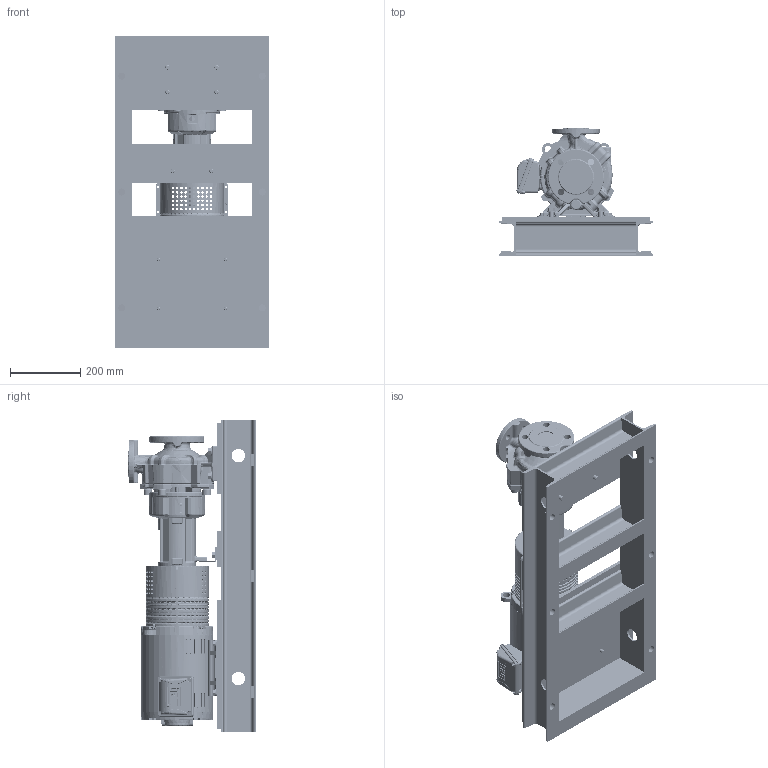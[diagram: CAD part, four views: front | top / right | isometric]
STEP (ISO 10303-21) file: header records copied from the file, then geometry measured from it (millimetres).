
FILE_DESCRIPTION (( 'STEP AP203' ), '1' );
FILE_NAME ('3325194 - NL-HE 2x1.25x5-5-182_4T-460-2-ODP.step', '2020-12-22T21:13:05', ( '' ), ( '' ), 'SwSTEP 2.0', 'SolidWorks 2020', '' );
FILE_SCHEMA (( 'CONFIG_CONTROL_DESIGN' ));
Products named in the file (21): PE PLATE[stp]_P.E PLATE #6; 3325194 - NL-HE 2x1.25x5-5-182_4T-460-2-ODP; BASE 10#[stp]_3322636 - NL-HE RAW BASE #3-143_5T,182_4T; MOT PLATE[stp]_MOT PLATE #6; 10# C CHANNEL[stp]_####### - 10# x 13.5in; 4107249 - 1_2COUPLING GUARD-PP-SG.25[stp]; 2 POLE[stp]_2710277 - NEMA H2 5HP 182T 3~208-230_460 ODP; CONF - BOLT - [1_2in-13][stp]_3323258 - 1_2in-13 x 1.5in A307 HD GALV HEX BOLT; BASE 10# ASSY[stp]_3322762 - NL-HE BASE #3 - BASEKIT 33A; CONF - BOLT - [3_8in-16][stp]_3323253 - 3_8in-16 x 1in (FT) A307 HD GALV HEX BOLT; BBRCKT PLATE[stp]_B.B PLATE #6; 10# ANGLE WASHER[stp]; DRILLING[stp]_3322974 - NL-HE BASE #3 DRILLED - 33; 2710277 - NEMA H2 5HP 182T 3~208-230_460 ODP[stp]; 10# C CHANNEL[stp]_####### - 10# x 35in; 9149642 - Atmos GIGA-N 2x1.25x5-D-L4; CONF - BOLT - [1_2in-13][stp]_3323256 - 1_2in-13 x 1in (FT) A307 HD GALV HEX BOLT; 3322658 - 1_2in x 1.062in OD ZINC STEEL FLAT WASHER[stp]_91860A033; 3322660 - 3_8in x 0.812in OD ZINC STEEL FLAT WASHER[stp]_98023A031; COUPLING GRD[stp]_3323307 - NL-HE COUPLING GUARD ASSEMBLY SG.25
Assembly tree (43 placements, depth 4):
  3325194 - NL-HE 2x1.25x5-5-182_4T-460-2-ODP
    9149642 - Atmos GIGA-N 2x1.25x5-D-L4
    2 POLE[stp]_2710277 - NEMA H2 5HP 182T 3~208-230_460 ODP
      2710277 - NEMA H2 5HP 182T 3~208-230_460 ODP[stp]
    BASE 10# ASSY[stp]_3322762 - NL-HE BASE #3 - BASEKIT 33A
      BASE 10#[stp]_3322636 - NL-HE RAW BASE #3-143_5T,182_4T
        10# C CHANNEL[stp]_####### - 10# x 35in
        10# C CHANNEL[stp]_####### - 10# x 13.5in  x4
        PE PLATE[stp]_P.E PLATE #6
        BBRCKT PLATE[stp]_B.B PLATE #6
        MOT PLATE[stp]_MOT PLATE #6
        10# C CHANNEL[stp]_####### - 10# x 35in
        10# ANGLE WASHER[stp]  x6
      CONF - BOLT - [1_2in-13][stp]_3323258 - 1_2in-13 x 1.5in A307 HD GALV HEX BOLT  x4
      3322658 - 1_2in x 1.062in OD ZINC STEEL FLAT WASHER[stp]_91860A033  x6
      CONF - BOLT - [1_2in-13][stp]_3323256 - 1_2in-13 x 1in (FT) A307 HD GALV HEX BOLT  x2
      CONF - BOLT - [3_8in-16][stp]_3323253 - 3_8in-16 x 1in (FT) A307 HD GALV HEX BOLT  x4
      3322660 - 3_8in x 0.812in OD ZINC STEEL FLAT WASHER[stp]_98023A031  x4
    COUPLING GRD[stp]_3323307 - NL-HE COUPLING GUARD ASSEMBLY SG.25
      4107249 - 1_2COUPLING GUARD-PP-SG.25[stp]  x2
  DRILLING[stp]_3322974 - NL-HE BASE #3 DRILLED - 33
Bounding box: 438.9 x 364.31 x 889 mm (x, y, z)
Volume: 24048686 mm3; surface area: 3183476.1 mm2
Topology: 41 solids, 45 shells, 7829 faces, 19106 edges, 11412 vertices
Faces by surface type: bspline 3288, cylinder 1958, plane 1389, cone 982, sphere 196, torus 16
Entity records: 474925 total; most frequent: CARTESIAN_POINT 352279, ORIENTED_EDGE 30260, DIRECTION 17405, EDGE_CURVE 15130, VERTEX_POINT 9097, B_SPLINE_CURVE_WITH_KNOTS 6774, AXIS2_PLACEMENT_3D 6668, EDGE_LOOP 6625
